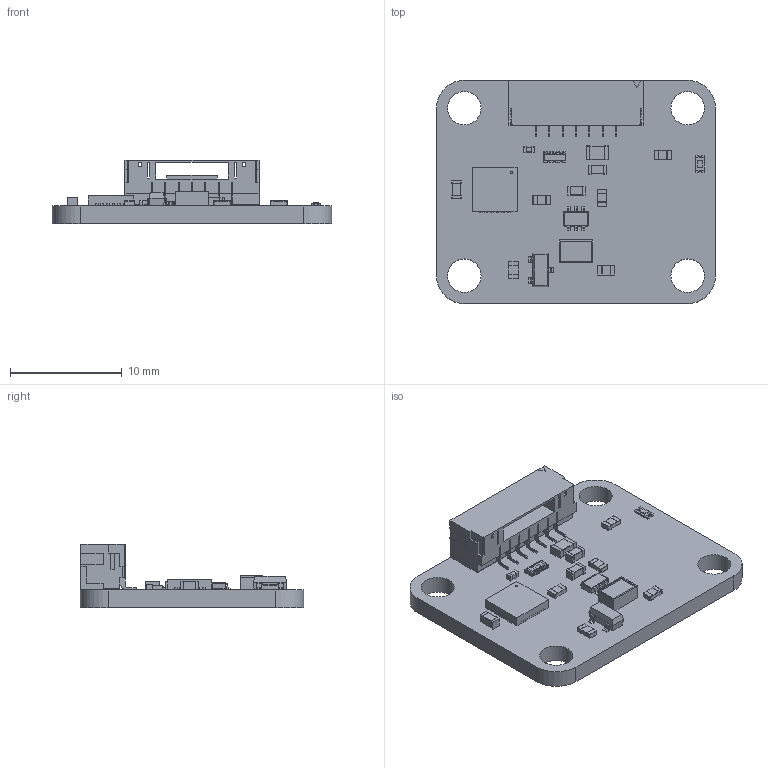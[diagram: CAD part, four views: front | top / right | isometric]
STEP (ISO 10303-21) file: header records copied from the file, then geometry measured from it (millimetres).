
FILE_DESCRIPTION(('FreeCAD Model'),'2;1');
FILE_NAME('color-v2.step', '2019-08-15T11:21:18',('kicad StepUp'),('ksu MCAD'), 'Open CASCADE STEP processor 7.3','FreeCAD','Unknown');
FILE_SCHEMA(('AUTOMOTIVE_DESIGN { 1 0 10303 214 1 1 1 1 }'));
Length unit declared in the file: millimetre
Products named in the file (23): color-v2; Board_Geoms; Pcb; Open CASCADE STEP translator 7.3 1.1.1.1; Step_Models; Top; R2_R_0603_5C6F08A4; D1_D_2x3mm_white_5C6F0914; Q1_SOT23_5C6F0A5E; C1_C_0603_5C6F09E5; C2_C_0402_5C6F09CA; C3_C_0805_5C6F09AF; C4_C_0603_5C6F0A42; C5_C_0603_5C6F0A27; D2_D_0603_blue_5C6F0548; P1_BrickletConn_7pin_5C6F0514; R1_R_0603_5C6F0652; R3_R_0603_5C6F059B; R4_R_0603_5C6F0580; R5_R_0603_5C6F08F2; RP1_Cut_5C6F08CB; U2_QFN-24_4x4mm_Pitch0.5mm_5C6F07BA; U1_FN-TCS3472-color_5C6F05C5
Assembly tree (22 placements, depth 4):
  color-v2
    Board_Geoms
      Pcb
        Open CASCADE STEP translator 7.3 1.1.1.1
    Step_Models
      Top
        R2_R_0603_5C6F08A4
        D1_D_2x3mm_white_5C6F0914
        Q1_SOT23_5C6F0A5E
        C1_C_0603_5C6F09E5
        C2_C_0402_5C6F09CA
        C3_C_0805_5C6F09AF
        C4_C_0603_5C6F0A42
        C5_C_0603_5C6F0A27
        D2_D_0603_blue_5C6F0548
        P1_BrickletConn_7pin_5C6F0514
        R1_R_0603_5C6F0652
        R3_R_0603_5C6F059B
        R4_R_0603_5C6F0580
        R5_R_0603_5C6F08F2
        RP1_Cut_5C6F08CB
        U2_QFN-24_4x4mm_Pitch0.5mm_5C6F07BA
        U1_FN-TCS3472-color_5C6F05C5
Bounding box: 25 x 20 x 5.7 mm (x, y, z)
Volume: 871.9 mm3; surface area: 1738.6 mm2
Topology: 19 solids, 19 shells, 1266 faces, 3593 edges, 2340 vertices
Faces by surface type: plane 1072, cylinder 190, sphere 4
Full cylindrical faces by diameter (mm): 3 x4
Entity records: 49652 total; most frequent: CARTESIAN_POINT 7230, ORIENTED_EDGE 7178, DIRECTION 6541, EDGE_CURVE 3589, LINE 3207, VECTOR 3207, VERTEX_POINT 2340, AXIS2_PLACEMENT_3D 1667
